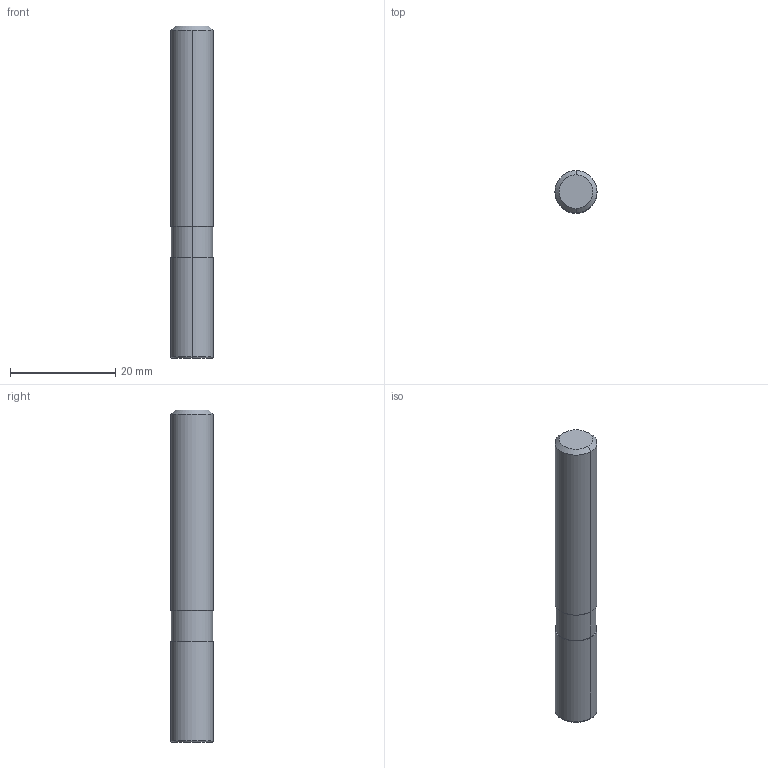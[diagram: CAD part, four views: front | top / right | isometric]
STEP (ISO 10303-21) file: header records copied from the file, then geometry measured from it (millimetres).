
FILE_DESCRIPTION((''),'2;1');
FILE_NAME('607511772-000-00-E43','2021-01-27T14:41:10',('SteckerB'),(''),'CREO PARAMETRIC BY PTC INC, 2019030','CREO PARAMETRIC BY PTC INC, 2019030','');
FILE_SCHEMA(('AP242_MANAGED_MODEL_BASED_3D_ENGINEERING_MIM_LF { 1 0 10303 442 1 1 4 }'));
Length unit declared in the file: millimetre
Products named in the file (1): 607511772-000-00-E43
Bounding box: 8 x 8 x 63 mm (x, y, z)
Volume: 3144.2 mm3; surface area: 1668.9 mm2
Topology: 1 solids, 1 shells, 15 faces, 456 edges, 851 vertices
Faces by surface type: cylinder 6, cone 4, plane 3, torus 2
Entity records: 3136 total; most frequent: CARTESIAN_POINT 1487, B_SPLINE_CURVE_WITH_KNOTS 302, DIRECTION 259, TRIMMED_CURVE 126, VECTOR 87, LINE 87, AXIS2_PLACEMENT_3D 86, CIRCLE 67
